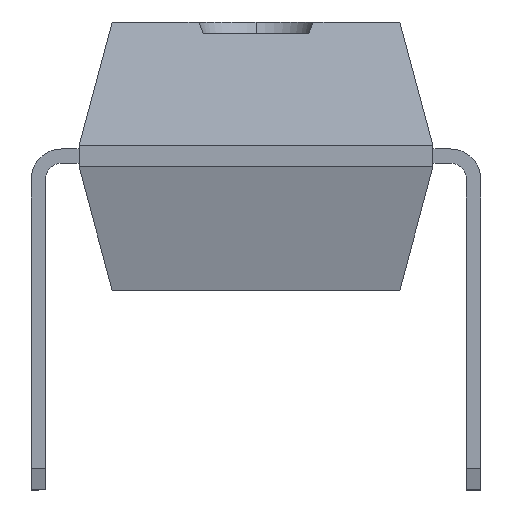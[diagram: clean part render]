
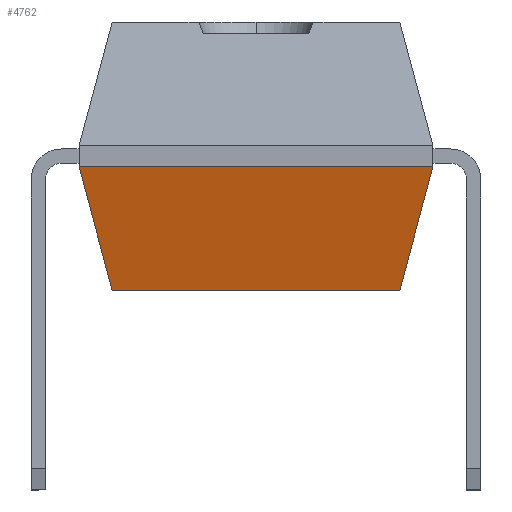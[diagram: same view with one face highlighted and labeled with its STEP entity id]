
A CAD part, left-side view. The second image highlights one B-rep face of the part: STEP entity #4762.
In plain terms, the highlighted planar face has unit normal (-0.966, 0, -0.259).
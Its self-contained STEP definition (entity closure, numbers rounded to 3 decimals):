
#105 = EDGE_CURVE ( 'NONE', #6422, #2098, #6328, .T. ) ;
#178 = DIRECTION ( 'NONE',  ( 0., 1., 0. ) ) ;
#335 = VECTOR ( 'NONE', #3233, 1000. ) ;
#553 = ORIENTED_EDGE ( 'NONE', *, *, #105, .T. ) ;
#577 = VERTEX_POINT ( 'NONE', #10713 ) ;
#1061 = LINE ( 'NONE', #8393, #12062 ) ;
#1609 = ORIENTED_EDGE ( 'NONE', *, *, #4213, .T. ) ;
#1627 = ORIENTED_EDGE ( 'NONE', *, *, #11362, .F. ) ;
#1967 = VECTOR ( 'NONE', #6207, 1000. ) ;
#2098 = VERTEX_POINT ( 'NONE', #10909 ) ;
#2145 = LINE ( 'NONE', #10672, #1967 ) ;
#3233 = DIRECTION ( 'NONE',  ( -0.251, -0.251, 0.935 ) ) ;
#3318 = AXIS2_PLACEMENT_3D ( 'NONE', #5268, #9512, #5194 ) ;
#4213 = EDGE_CURVE ( 'NONE', #2098, #577, #2145, .T. ) ;
#4605 = VERTEX_POINT ( 'NONE', #12538 ) ;
#4762 = ADVANCED_FACE ( 'NONE', ( #7353 ), #7423, .T. ) ;
#5194 = DIRECTION ( 'NONE',  ( -0.259, 0., 0.966 ) ) ;
#5268 = CARTESIAN_POINT ( 'NONE',  ( -0.61, 12.399, 0.5 ) ) ;
#5285 = CARTESIAN_POINT ( 'NONE',  ( -0.61, 1.29, 0.5 ) ) ;
#5658 = VECTOR ( 'NONE', #178, 1000. ) ;
#5829 = EDGE_CURVE ( 'NONE', #577, #4605, #1061, .T. ) ;
#6207 = DIRECTION ( 'NONE',  ( 0., 1., 0. ) ) ;
#6328 = LINE ( 'NONE', #5285, #335 ) ;
#6422 = VERTEX_POINT ( 'NONE', #7106 ) ;
#7106 = CARTESIAN_POINT ( 'NONE',  ( -0.61, 1.29, 0.5 ) ) ;
#7353 = FACE_OUTER_BOUND ( 'NONE', #9218, .T. ) ;
#7423 = PLANE ( 'NONE',  #3318 ) ;
#7725 = CARTESIAN_POINT ( 'NONE',  ( -0.61, 3.81, 0.5 ) ) ;
#8393 = CARTESIAN_POINT ( 'NONE',  ( -1.19, 6.91, 2.665 ) ) ;
#8433 = ORIENTED_EDGE ( 'NONE', *, *, #5829, .T. ) ;
#8770 = LINE ( 'NONE', #7725, #5658 ) ;
#9218 = EDGE_LOOP ( 'NONE', ( #1609, #8433, #1627, #553 ) ) ;
#9512 = DIRECTION ( 'NONE',  ( -0.966, 0., -0.259 ) ) ;
#10672 = CARTESIAN_POINT ( 'NONE',  ( -1.19, 12.399, 2.665 ) ) ;
#10702 = DIRECTION ( 'NONE',  ( 0.251, -0.251, -0.935 ) ) ;
#10713 = CARTESIAN_POINT ( 'NONE',  ( -1.19, 6.91, 2.665 ) ) ;
#10909 = CARTESIAN_POINT ( 'NONE',  ( -1.19, 0.71, 2.665 ) ) ;
#11362 = EDGE_CURVE ( 'NONE', #6422, #4605, #8770, .T. ) ;
#12062 = VECTOR ( 'NONE', #10702, 1000. ) ;
#12538 = CARTESIAN_POINT ( 'NONE',  ( -0.61, 6.33, 0.5 ) ) ;
